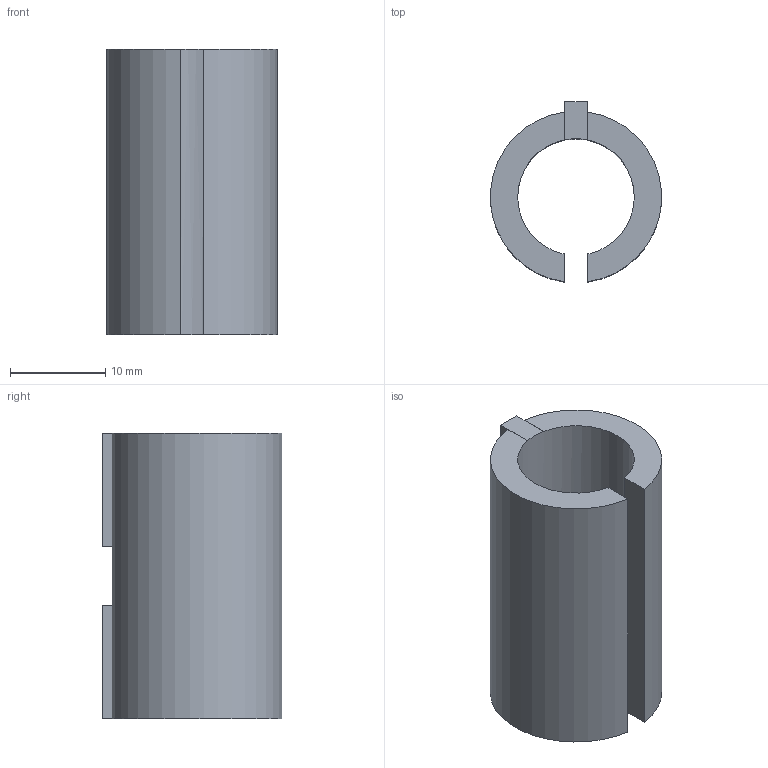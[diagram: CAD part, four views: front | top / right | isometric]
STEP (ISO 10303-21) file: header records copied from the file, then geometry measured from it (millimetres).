
FILE_DESCRIPTION( ( 'STEP AP214' ), '1' );
FILE_NAME( 'K0492.01812.stp', '2020-12-08T10:30:28', ( '' ), ( '' ), ' ', 'PARTsolutions', ' ' );
FILE_SCHEMA( ( 'AUTOMOTIVE_DESIGN { 1 0 10303 214 1 1 1 1 }' ) );
Length unit declared in the file: millimetre
Products named in the file (1): _K0492.01812
Bounding box: 17.94 x 18.91 x 30.01 mm (x, y, z)
Volume: 3940.4 mm3; surface area: 3195.2 mm2
Topology: 1 solids, 1 shells, 16 faces, 42 edges, 28 vertices
Faces by surface type: plane 14, cylinder 2
Entity records: 640 total; most frequent: CARTESIAN_POINT 87, DIRECTION 86, ORIENTED_EDGE 84, EDGE_CURVE 42, LINE 32, VECTOR 32, VERTEX_POINT 28, AXIS2_PLACEMENT_3D 27
